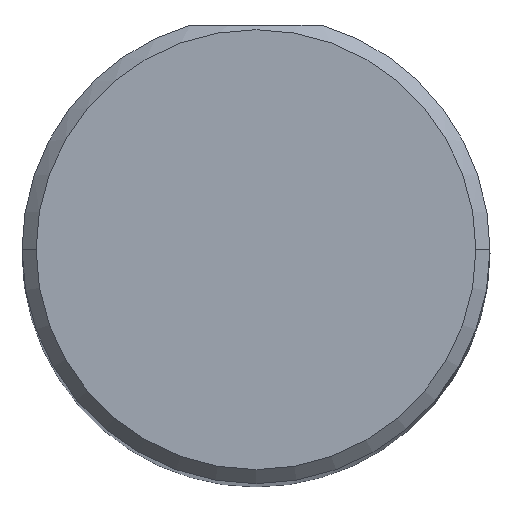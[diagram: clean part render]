
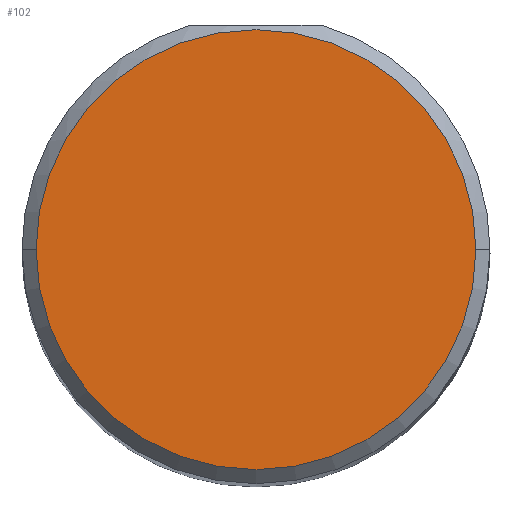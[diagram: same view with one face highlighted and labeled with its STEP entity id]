
A CAD part, top view. The second image highlights one B-rep face of the part: STEP entity #102.
In plain terms, the highlighted planar face has unit normal (0, 0, 1).
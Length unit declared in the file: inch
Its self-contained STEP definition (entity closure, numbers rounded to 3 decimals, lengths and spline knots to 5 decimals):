
#18 = AXIS2_PLACEMENT_3D ( 'NONE', #500, #385, #91 ) ;
#32 = DIRECTION ( 'NONE',  ( 1., 0., 0. ) ) ;
#60 = ORIENTED_EDGE ( 'NONE', *, *, #222, .T. ) ;
#88 = DIRECTION ( 'NONE',  ( 0., 0., 1. ) ) ;
#91 = DIRECTION ( 'NONE',  ( 1., 0., 0. ) ) ;
#102 = ADVANCED_FACE ( 'NONE', ( #208 ), #142, .T. ) ;
#110 = EDGE_CURVE ( 'NONE', #611, #751, #531, .T. ) ;
#122 = AXIS2_PLACEMENT_3D ( 'NONE', #409, #697, #691 ) ;
#142 = PLANE ( 'NONE',  #358 ) ;
#146 = CARTESIAN_POINT ( 'NONE',  ( 0., 0., 3. ) ) ;
#155 = CARTESIAN_POINT ( 'NONE',  ( 0.235, 0., 3. ) ) ;
#208 = FACE_OUTER_BOUND ( 'NONE', #372, .T. ) ;
#222 = EDGE_CURVE ( 'NONE', #751, #611, #238, .T. ) ;
#238 = CIRCLE ( 'NONE', #122, 0.235 ) ;
#277 = CARTESIAN_POINT ( 'NONE',  ( -0.235, 0., 3. ) ) ;
#358 = AXIS2_PLACEMENT_3D ( 'NONE', #146, #88, #32 ) ;
#372 = EDGE_LOOP ( 'NONE', ( #556, #60 ) ) ;
#385 = DIRECTION ( 'NONE',  ( 0., 0., 1. ) ) ;
#409 = CARTESIAN_POINT ( 'NONE',  ( 0., 0., 3. ) ) ;
#500 = CARTESIAN_POINT ( 'NONE',  ( 0., 0., 3. ) ) ;
#531 = CIRCLE ( 'NONE', #18, 0.235 ) ;
#556 = ORIENTED_EDGE ( 'NONE', *, *, #110, .T. ) ;
#611 = VERTEX_POINT ( 'NONE', #277 ) ;
#691 = DIRECTION ( 'NONE',  ( 1., 0., 0. ) ) ;
#697 = DIRECTION ( 'NONE',  ( 0., 0., 1. ) ) ;
#751 = VERTEX_POINT ( 'NONE', #155 ) ;
